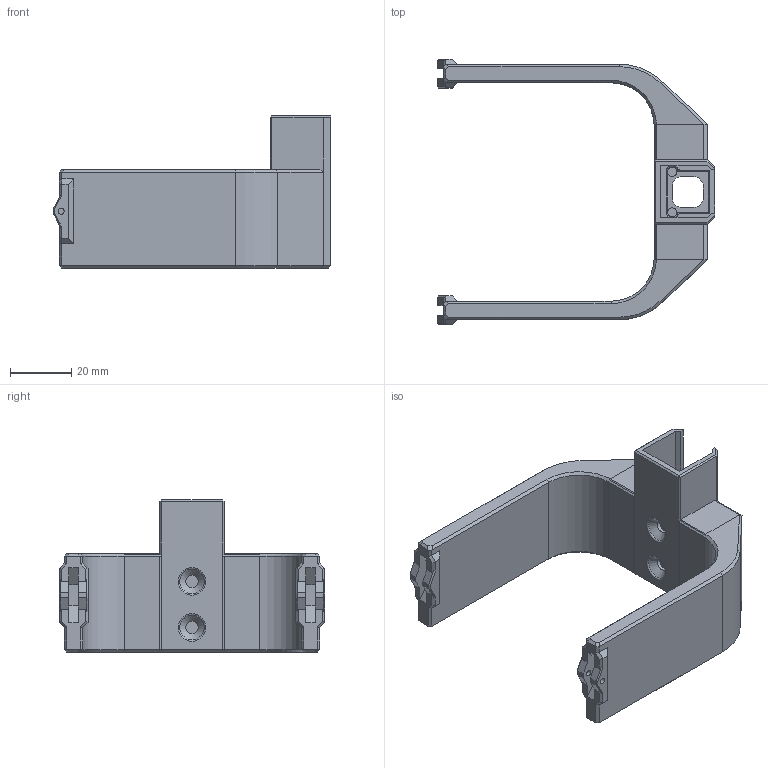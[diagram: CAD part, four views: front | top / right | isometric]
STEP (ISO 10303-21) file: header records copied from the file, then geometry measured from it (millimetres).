
FILE_DESCRIPTION(/* description */ (''),/* implementation_level */ '2;1');
FILE_NAME(/* name */ 'CG_scale_rear_support_big-version.step',/* time_stamp */ '2020-10-16T18:18:05+02:00',/* author */ (''),/* organization */ (''),/* preprocessor_version */ 'ST-DEVELOPER v18.1',/* originating_system */ 'Autodesk Translation Framework v9.3.0.1241',/* authorisation */ '');
FILE_SCHEMA (('AUTOMOTIVE_DESIGN { 1 0 10303 214 3 1 1 }'));
Length unit declared in the file: millimetre
Products named in the file (1): CG_scale_rear_support
Bounding box: 90.2 x 86.49 x 49.49 mm (x, y, z)
Volume: 59420.7 mm3; surface area: 21798.2 mm2
Topology: 1 solids, 1 shells, 225 faces, 558 edges, 341 vertices
Faces by surface type: plane 181, cone 22, cylinder 20, torus 2
Full cylindrical faces by diameter (mm): 2 x4, 3 x2, 4 x2
Entity records: 6521 total; most frequent: CARTESIAN_POINT 1135, ORIENTED_EDGE 1116, DIRECTION 1075, EDGE_CURVE 558, LINE 485, VECTOR 485, VERTEX_POINT 341, AXIS2_PLACEMENT_3D 295
